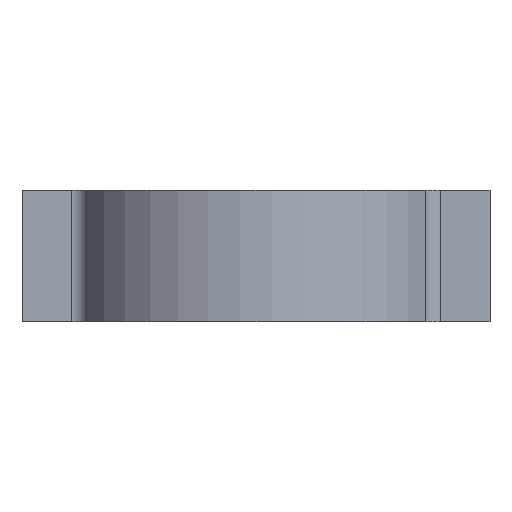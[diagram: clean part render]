
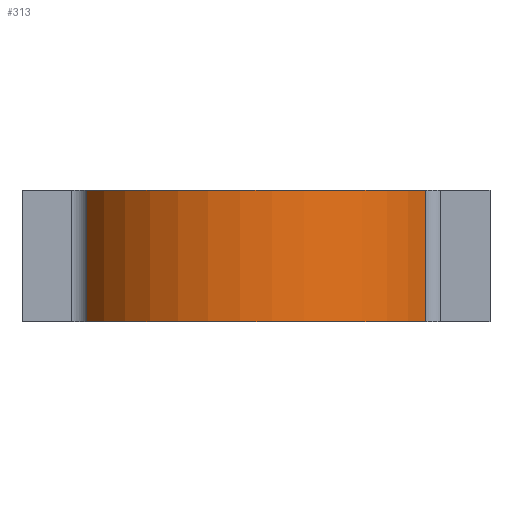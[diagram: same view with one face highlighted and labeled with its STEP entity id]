
A CAD part, front view. The second image highlights one B-rep face of the part: STEP entity #313.
In plain terms, the highlighted cylindrical face has radius 11 mm (diameter 22 mm), a partial arc.
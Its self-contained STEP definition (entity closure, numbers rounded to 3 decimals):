
#9 = CARTESIAN_POINT ( 'NONE',  ( 9.777, -4.292, 7.6 ) ) ;
#13 = AXIS2_PLACEMENT_3D ( 'NONE', #248, #603, #459 ) ;
#22 = CARTESIAN_POINT ( 'NONE',  ( -9.777, -4.292, 0. ) ) ;
#51 = CARTESIAN_POINT ( 'NONE',  ( 9.777, -4.292, 0. ) ) ;
#59 = LINE ( 'NONE', #536, #719 ) ;
#63 = VECTOR ( 'NONE', #201, 1000. ) ;
#65 = EDGE_CURVE ( 'NONE', #432, #581, #59, .T. ) ;
#94 = ORIENTED_EDGE ( 'NONE', *, *, #216, .F. ) ;
#201 = DIRECTION ( 'NONE',  ( 0., 0., -1. ) ) ;
#208 = CARTESIAN_POINT ( 'NONE',  ( 0., 0.75, 7.6 ) ) ;
#216 = EDGE_CURVE ( 'NONE', #600, #804, #560, .T. ) ;
#228 = DIRECTION ( 'NONE',  ( -1., 0., 0. ) ) ;
#248 = CARTESIAN_POINT ( 'NONE',  ( 0., 0.75, 7.6 ) ) ;
#263 = DIRECTION ( 'NONE',  ( 0., 0., 1. ) ) ;
#282 = EDGE_CURVE ( 'NONE', #804, #581, #772, .T. ) ;
#285 = AXIS2_PLACEMENT_3D ( 'NONE', #874, #286, #228 ) ;
#286 = DIRECTION ( 'NONE',  ( 0., 0., -1. ) ) ;
#297 = ORIENTED_EDGE ( 'NONE', *, *, #911, .F. ) ;
#313 = ADVANCED_FACE ( 'NONE', ( #679 ), #747, .T. ) ;
#330 = DIRECTION ( 'NONE',  ( 0., 0., -1. ) ) ;
#432 = VERTEX_POINT ( 'NONE', #714 ) ;
#443 = EDGE_LOOP ( 'NONE', ( #875, #94, #297, #635 ) ) ;
#459 = DIRECTION ( 'NONE',  ( -1., 0., 0. ) ) ;
#468 = AXIS2_PLACEMENT_3D ( 'NONE', #208, #263, #553 ) ;
#536 = CARTESIAN_POINT ( 'NONE',  ( -9.777, -4.292, 7.6 ) ) ;
#553 = DIRECTION ( 'NONE',  ( 1., 0., 0. ) ) ;
#560 = LINE ( 'NONE', #626, #63 ) ;
#581 = VERTEX_POINT ( 'NONE', #22 ) ;
#600 = VERTEX_POINT ( 'NONE', #9 ) ;
#603 = DIRECTION ( 'NONE',  ( 0., 0., -1. ) ) ;
#626 = CARTESIAN_POINT ( 'NONE',  ( 9.777, -4.292, 7.6 ) ) ;
#635 = ORIENTED_EDGE ( 'NONE', *, *, #65, .T. ) ;
#679 = FACE_OUTER_BOUND ( 'NONE', #443, .T. ) ;
#714 = CARTESIAN_POINT ( 'NONE',  ( -9.777, -4.292, 7.6 ) ) ;
#719 = VECTOR ( 'NONE', #330, 1000. ) ;
#747 = CYLINDRICAL_SURFACE ( 'NONE', #13, 11. ) ;
#772 = CIRCLE ( 'NONE', #285, 11. ) ;
#790 = CIRCLE ( 'NONE', #468, 11. ) ;
#804 = VERTEX_POINT ( 'NONE', #51 ) ;
#874 = CARTESIAN_POINT ( 'NONE',  ( 0., 0.75, 0. ) ) ;
#875 = ORIENTED_EDGE ( 'NONE', *, *, #282, .F. ) ;
#911 = EDGE_CURVE ( 'NONE', #432, #600, #790, .T. ) ;
